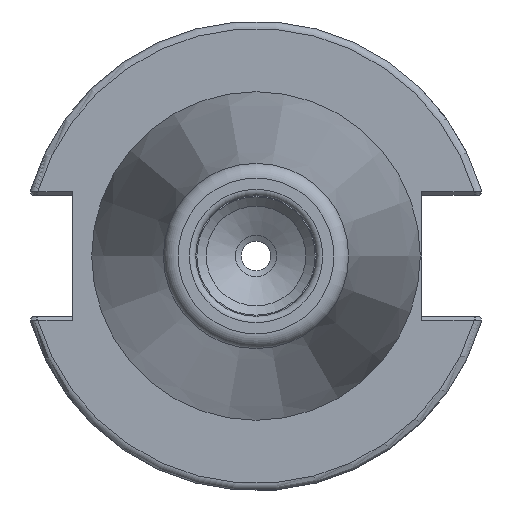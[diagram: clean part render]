
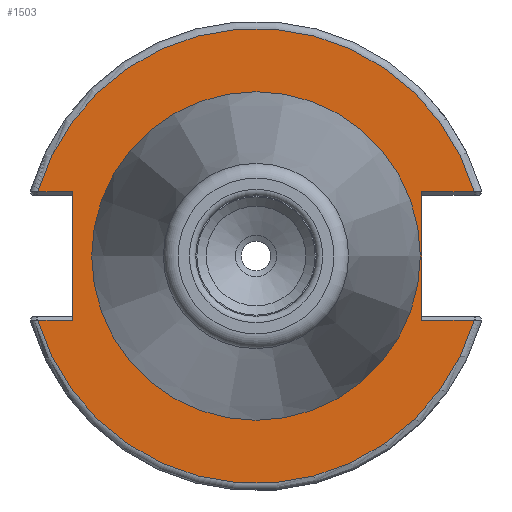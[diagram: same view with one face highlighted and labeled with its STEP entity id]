
A CAD part, left-side view. The second image highlights one B-rep face of the part: STEP entity #1503.
In plain terms, the highlighted planar face has unit normal (-1, 0, 0).
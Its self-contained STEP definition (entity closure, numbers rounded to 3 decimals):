
#89=FACE_BOUND('',#254,.T.);
#97=PLANE('',#1634);
#166=FACE_OUTER_BOUND('',#253,.T.);
#253=EDGE_LOOP('',(#1093,#1094,#1095,#1096,#1097,#1098,#1099,#1100));
#254=EDGE_LOOP('',(#1101,#1102));
#344=LINE('',#2319,#443);
#346=LINE('',#2387,#445);
#347=LINE('',#2389,#446);
#348=LINE('',#2393,#447);
#349=LINE('',#2395,#448);
#350=LINE('',#2396,#449);
#443=VECTOR('',#1833,10.);
#445=VECTOR('',#1851,10.);
#446=VECTOR('',#1852,10.);
#447=VECTOR('',#1855,10.);
#448=VECTOR('',#1856,10.);
#449=VECTOR('',#1857,10.);
#551=CIRCLE('',#1633,30.775);
#552=CIRCLE('',#1635,30.775);
#553=CIRCLE('',#1636,22.225);
#554=CIRCLE('',#1637,22.225);
#640=VERTEX_POINT('',#2312);
#643=VERTEX_POINT('',#2317);
#649=VERTEX_POINT('',#2365);
#651=VERTEX_POINT('',#2386);
#652=VERTEX_POINT('',#2388);
#653=VERTEX_POINT('',#2390);
#654=VERTEX_POINT('',#2392);
#655=VERTEX_POINT('',#2394);
#656=VERTEX_POINT('',#2397);
#657=VERTEX_POINT('',#2398);
#809=EDGE_CURVE('',#643,#640,#344,.T.);
#819=EDGE_CURVE('',#640,#649,#551,.T.);
#822=EDGE_CURVE('',#643,#651,#346,.T.);
#823=EDGE_CURVE('',#652,#651,#347,.T.);
#824=EDGE_CURVE('',#653,#652,#552,.T.);
#825=EDGE_CURVE('',#654,#653,#348,.T.);
#826=EDGE_CURVE('',#654,#655,#349,.T.);
#827=EDGE_CURVE('',#649,#655,#350,.T.);
#828=EDGE_CURVE('',#656,#657,#553,.T.);
#829=EDGE_CURVE('',#657,#656,#554,.T.);
#1093=ORIENTED_EDGE('',*,*,#809,.F.);
#1094=ORIENTED_EDGE('',*,*,#822,.T.);
#1095=ORIENTED_EDGE('',*,*,#823,.F.);
#1096=ORIENTED_EDGE('',*,*,#824,.F.);
#1097=ORIENTED_EDGE('',*,*,#825,.F.);
#1098=ORIENTED_EDGE('',*,*,#826,.T.);
#1099=ORIENTED_EDGE('',*,*,#827,.F.);
#1100=ORIENTED_EDGE('',*,*,#819,.F.);
#1101=ORIENTED_EDGE('',*,*,#828,.T.);
#1102=ORIENTED_EDGE('',*,*,#829,.T.);
#1503=ADVANCED_FACE('',(#166,#89),#97,.T.);
#1633=AXIS2_PLACEMENT_3D('',#2366,#1847,#1848);
#1634=AXIS2_PLACEMENT_3D('',#2385,#1849,#1850);
#1635=AXIS2_PLACEMENT_3D('',#2391,#1853,#1854);
#1636=AXIS2_PLACEMENT_3D('',#2399,#1858,#1859);
#1637=AXIS2_PLACEMENT_3D('',#2400,#1860,#1861);
#1833=DIRECTION('',(0.,-1.,0.));
#1847=DIRECTION('center_axis',(1.,0.,0.));
#1848=DIRECTION('ref_axis',(0.,0.,-1.));
#1849=DIRECTION('center_axis',(-1.,0.,0.));
#1850=DIRECTION('ref_axis',(0.,0.,1.));
#1851=DIRECTION('',(0.,0.,1.));
#1852=DIRECTION('',(0.,1.,0.));
#1853=DIRECTION('center_axis',(1.,0.,0.));
#1854=DIRECTION('ref_axis',(0.,0.,-1.));
#1855=DIRECTION('',(0.,1.,0.));
#1856=DIRECTION('',(0.,0.,-1.));
#1857=DIRECTION('',(0.,-1.,0.));
#1858=DIRECTION('center_axis',(1.,0.,0.));
#1859=DIRECTION('ref_axis',(0.,0.,-1.));
#1860=DIRECTION('center_axis',(1.,0.,0.));
#1861=DIRECTION('ref_axis',(0.,0.,-1.));
#2312=CARTESIAN_POINT('',(3.175,-29.523,-8.69));
#2317=CARTESIAN_POINT('',(3.175,-22.41,-8.69));
#2319=CARTESIAN_POINT('',(3.175,-4.878,-8.69));
#2365=CARTESIAN_POINT('',(3.175,29.523,-8.69));
#2366=CARTESIAN_POINT('Origin',(3.175,0.,
0.));
#2385=CARTESIAN_POINT('Origin',(3.175,30.775,0.));
#2386=CARTESIAN_POINT('',(3.175,-22.41,8.69));
#2387=CARTESIAN_POINT('',(3.175,-22.41,-4.095));
#2388=CARTESIAN_POINT('',(3.175,-29.523,8.69));
#2389=CARTESIAN_POINT('',(3.175,4.182,8.69));
#2390=CARTESIAN_POINT('',(3.175,29.523,8.69));
#2391=CARTESIAN_POINT('Origin',(3.175,0.,
0.));
#2392=CARTESIAN_POINT('',(3.175,24.8,8.69));
#2393=CARTESIAN_POINT('',(3.175,32.958,8.69));
#2394=CARTESIAN_POINT('',(3.175,24.8,-8.69));
#2395=CARTESIAN_POINT('',(3.175,24.8,4.095));
#2396=CARTESIAN_POINT('',(3.175,27.788,-8.69));
#2397=CARTESIAN_POINT('',(3.175,22.225,0.));
#2398=CARTESIAN_POINT('',(3.175,-22.225,0.));
#2399=CARTESIAN_POINT('Origin',(3.175,0.,
0.));
#2400=CARTESIAN_POINT('Origin',(3.175,0.,
0.));
